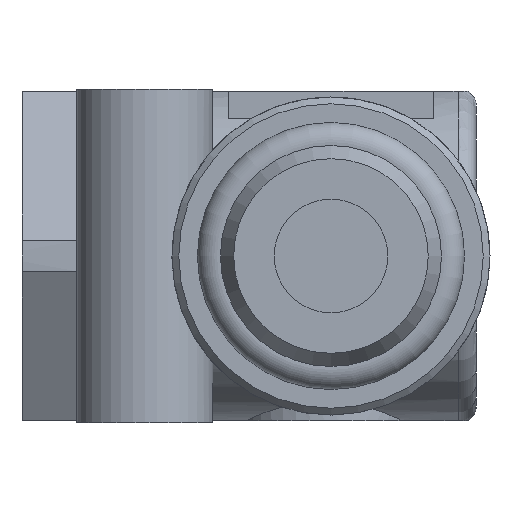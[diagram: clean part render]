
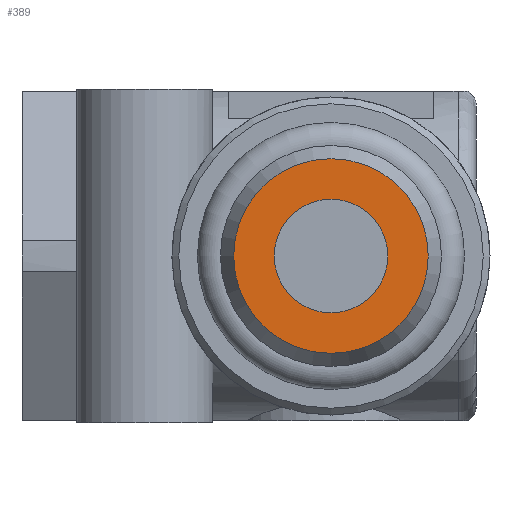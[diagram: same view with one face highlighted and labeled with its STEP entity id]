
A CAD part, left-side view. The second image highlights one B-rep face of the part: STEP entity #389.
In plain terms, the highlighted planar face has unit normal (-1, 0, 0).
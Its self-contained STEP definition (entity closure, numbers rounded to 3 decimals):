
#389 = ADVANCED_FACE( '', ( #842, #843 ), #844, .F. );
#842 = FACE_OUTER_BOUND( '', #1403, .T. );
#843 = FACE_BOUND( '', #1404, .T. );
#844 = PLANE( '', #1405 );
#1403 = EDGE_LOOP( '', ( #2267 ) );
#1404 = EDGE_LOOP( '', ( #2268 ) );
#1405 = AXIS2_PLACEMENT_3D( '', #2269, #2270, #2271 );
#2267 = ORIENTED_EDGE( '', *, *, #3282, .F. );
#2268 = ORIENTED_EDGE( '', *, *, #3283, .T. );
#2269 = CARTESIAN_POINT( '', ( -6., 2.5, 0. ) );
#2270 = DIRECTION( '', ( 1., 0., 0. ) );
#2271 = DIRECTION( '', ( 0., 0., -1. ) );
#3282 = EDGE_CURVE( '', #3940, #3940, #3941, .T. );
#3283 = EDGE_CURVE( '', #3942, #3942, #3943, .T. );
#3940 = VERTEX_POINT( '', #5242 );
#3941 = CIRCLE( '', #5243, 4.283 );
#3942 = VERTEX_POINT( '', #5244 );
#3943 = CIRCLE( '', #5245, 2.5 );
#5242 = CARTESIAN_POINT( '', ( -6., 0., -4.283 ) );
#5243 = AXIS2_PLACEMENT_3D( '', #6010, #6011, #6012 );
#5244 = CARTESIAN_POINT( '', ( -6., 0., -2.5 ) );
#5245 = AXIS2_PLACEMENT_3D( '', #6013, #6014, #6015 );
#6010 = CARTESIAN_POINT( '', ( -6., 0., 0. ) );
#6011 = DIRECTION( '', ( 1., 0., 0. ) );
#6012 = DIRECTION( '', ( 0., 0., -1. ) );
#6013 = CARTESIAN_POINT( '', ( -6., 0., 0. ) );
#6014 = DIRECTION( '', ( 1., 0., 0. ) );
#6015 = DIRECTION( '', ( 0., 0., -1. ) );
